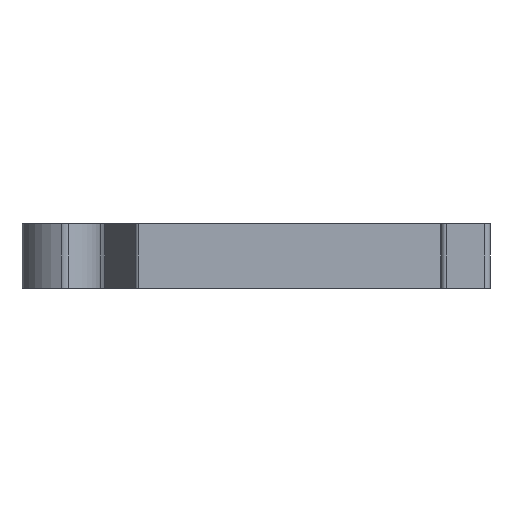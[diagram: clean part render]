
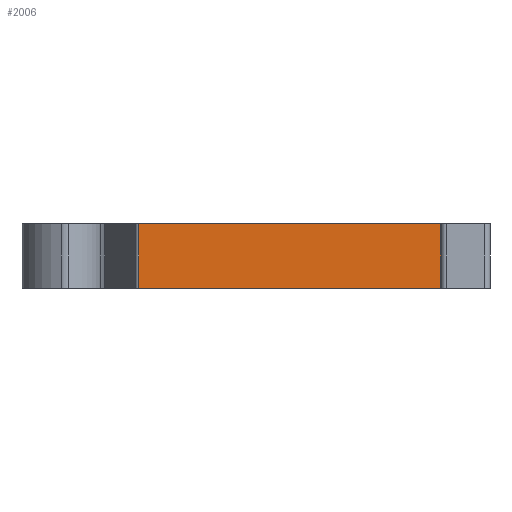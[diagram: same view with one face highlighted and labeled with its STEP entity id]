
A CAD part, front view. The second image highlights one B-rep face of the part: STEP entity #2006.
In plain terms, the highlighted planar face has unit normal (0, -1, 0).
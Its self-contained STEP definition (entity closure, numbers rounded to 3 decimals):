
#6=DIRECTION('',(1.,0.,0.));
#7=VECTOR('',#6,30.182);
#8=CARTESIAN_POINT('',(-12.482,0.,-3.));
#9=LINE('',#8,#7);
#504=DIRECTION('',(0.,0.,1.));
#505=VECTOR('',#504,6.);
#506=CARTESIAN_POINT('',(17.7,0.,-3.));
#507=LINE('',#506,#505);
#508=DIRECTION('',(0.,0.,1.));
#509=VECTOR('',#508,6.);
#510=CARTESIAN_POINT('',(-12.482,0.,-3.));
#511=LINE('',#510,#509);
#775=DIRECTION('',(1.,0.,0.));
#776=VECTOR('',#775,30.182);
#777=CARTESIAN_POINT('',(-12.482,0.,3.));
#778=LINE('',#777,#776);
#780=CARTESIAN_POINT('',(-12.482,0.,-3.));
#782=VERTEX_POINT('',#780);
#783=CARTESIAN_POINT('',(17.7,0.,-3.));
#784=VERTEX_POINT('',#783);
#902=CARTESIAN_POINT('',(-12.482,0.,3.));
#904=VERTEX_POINT('',#902);
#905=CARTESIAN_POINT('',(17.7,0.,3.));
#906=VERTEX_POINT('',#905);
#1994=CARTESIAN_POINT('',(-12.482,0.,-3.));
#1995=DIRECTION('',(0.,-1.,0.));
#1996=DIRECTION('',(1.,0.,0.));
#1997=AXIS2_PLACEMENT_3D('',#1994,#1995,#1996);
#1998=PLANE('',#1997);
#1999=ORIENTED_EDGE('',*,*,#1030,.F.);
#2000=ORIENTED_EDGE('',*,*,#1163,.T.);
#2002=ORIENTED_EDGE('',*,*,#2001,.T.);
#2003=ORIENTED_EDGE('',*,*,#1986,.F.);
#2004=EDGE_LOOP('',(#1999,#2000,#2002,#2003));
#2005=FACE_OUTER_BOUND('',#2004,.F.);
#2006=ADVANCED_FACE('',(#2005),#1998,.T.);
#1030=EDGE_CURVE('',#782,#784,#9,.T.);
#1163=EDGE_CURVE('',#782,#904,#511,.T.);
#1986=EDGE_CURVE('',#784,#906,#507,.T.);
#2001=EDGE_CURVE('',#904,#906,#778,.T.);
